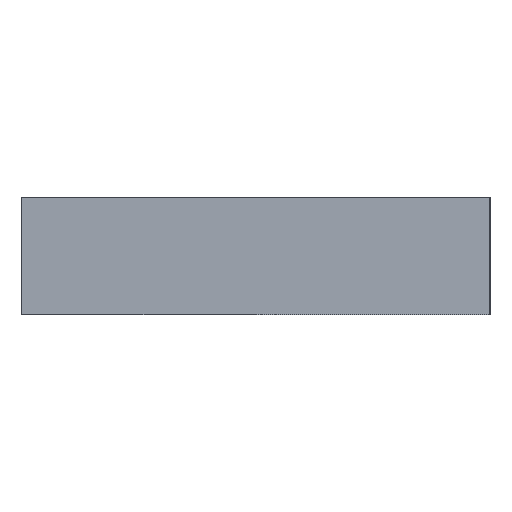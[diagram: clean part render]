
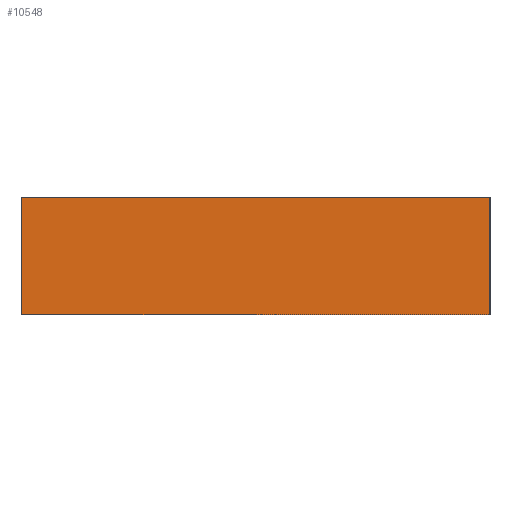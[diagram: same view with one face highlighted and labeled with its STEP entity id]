
A CAD part, left-side view. The second image highlights one B-rep face of the part: STEP entity #10548.
In plain terms, the highlighted planar face has unit normal (-1, 0, 0).
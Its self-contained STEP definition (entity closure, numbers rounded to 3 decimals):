
#744=PLANE('',#11183);
#1276=FACE_OUTER_BOUND('',#1864,.T.);
#1864=EDGE_LOOP('',(#9339,#9340,#9341,#9342));
#2338=LINE('',#16504,#3262);
#2845=LINE('',#18482,#3769);
#2846=LINE('',#18484,#3770);
#2847=LINE('',#18485,#3771);
#3262=VECTOR('',#11810,10.);
#3769=VECTOR('',#13339,10.);
#3770=VECTOR('',#13340,10.);
#3771=VECTOR('',#13341,10.);
#4535=VERTEX_POINT('',#16497);
#4538=VERTEX_POINT('',#16502);
#5091=VERTEX_POINT('',#18481);
#5092=VERTEX_POINT('',#18483);
#5776=EDGE_CURVE('',#4535,#4538,#2338,.T.);
#6550=EDGE_CURVE('',#5091,#4535,#2845,.T.);
#6551=EDGE_CURVE('',#5092,#4538,#2846,.T.);
#6552=EDGE_CURVE('',#5091,#5092,#2847,.T.);
#9339=ORIENTED_EDGE('',*,*,#6550,.T.);
#9340=ORIENTED_EDGE('',*,*,#5776,.T.);
#9341=ORIENTED_EDGE('',*,*,#6551,.F.);
#9342=ORIENTED_EDGE('',*,*,#6552,.F.);
#10548=ADVANCED_FACE('',(#1276),#744,.T.);
#11183=AXIS2_PLACEMENT_3D('',#18480,#13337,#13338);
#11810=DIRECTION('',(0.,0.,1.));
#13337=DIRECTION('center_axis',(-1.,0.,0.));
#13338=DIRECTION('ref_axis',(0.,-1.,0.));
#13339=DIRECTION('',(0.,-1.,0.));
#13340=DIRECTION('',(0.,-1.,0.));
#13341=DIRECTION('',(0.,0.,1.));
#16497=CARTESIAN_POINT('',(0.,0.,0.));
#16502=CARTESIAN_POINT('',(0.,0.,38.1));
#16504=CARTESIAN_POINT('',(0.,0.,0.));
#18480=CARTESIAN_POINT('Origin',(0.,152.4,0.));
#18481=CARTESIAN_POINT('',(0.,152.4,0.));
#18482=CARTESIAN_POINT('',(0.,152.4,0.));
#18483=CARTESIAN_POINT('',(0.,152.4,38.1));
#18484=CARTESIAN_POINT('',(0.,152.4,38.1));
#18485=CARTESIAN_POINT('',(0.,152.4,0.));
